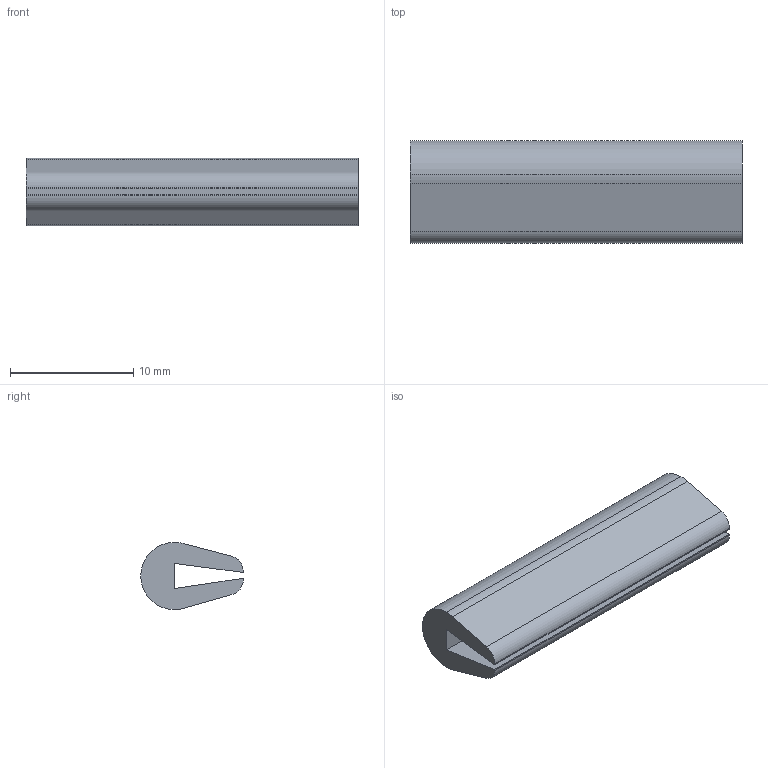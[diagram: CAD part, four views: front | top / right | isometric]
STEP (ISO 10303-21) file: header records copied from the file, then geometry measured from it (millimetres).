
FILE_DESCRIPTION (( 'STEP AP214' ), '1' );
FILE_NAME ('FE-SK1.STEP', '2013-09-19T15:10:56', ( 'L-Com' ), ( 'L-Com Global Connectivity' ), 'SwSTEP 2.0', 'SolidWorks 2012', '' );
FILE_SCHEMA (( 'AUTOMOTIVE_DESIGN' ));
Length unit declared in the file: inch
Products named in the file (1): FE-SK1
Bounding box: 26.92 x 8.31 x 5.46 mm (x, y, z)
Volume: 737 mm3; surface area: 996.1 mm2
Topology: 1 solids, 1 shells, 14 faces, 36 edges, 24 vertices
Faces by surface type: plane 9, cylinder 5
Entity records: 470 total; most frequent: DIRECTION 76, CARTESIAN_POINT 75, ORIENTED_EDGE 72, EDGE_CURVE 36, VECTOR 26, LINE 26, AXIS2_PLACEMENT_3D 25, VERTEX_POINT 24
